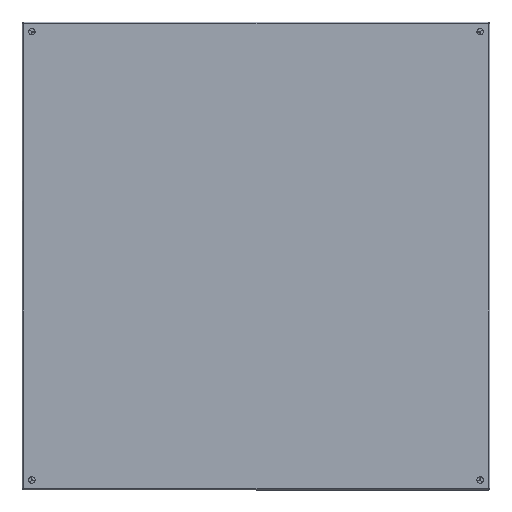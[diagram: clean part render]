
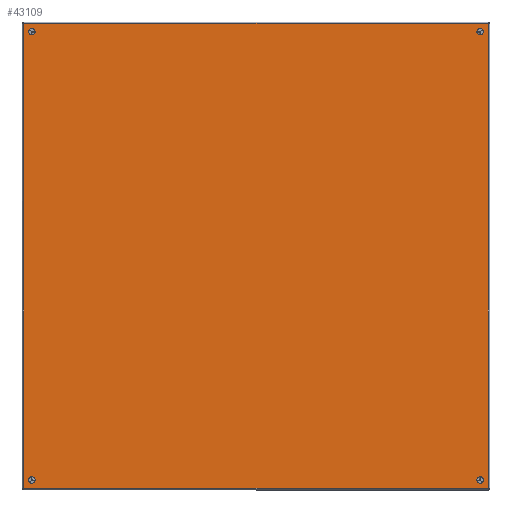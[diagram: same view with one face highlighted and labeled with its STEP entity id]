
A CAD part, top view. The second image highlights one B-rep face of the part: STEP entity #43109.
In plain terms, the highlighted face is planar.
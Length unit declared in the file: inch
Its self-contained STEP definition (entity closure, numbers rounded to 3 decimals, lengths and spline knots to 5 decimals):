
#534 = LINE ( 'NONE', #4886, #23977 ) ;
#776 = CIRCLE ( 'NONE', #38870, 0.25 ) ;
#877 = CIRCLE ( 'NONE', #35982, 0.25 ) ;
#915 = AXIS2_PLACEMENT_3D ( 'NONE', #13640, #13013, #23421 ) ;
#996 = ORIENTED_EDGE ( 'NONE', *, *, #7223, .F. ) ;
#1325 = EDGE_LOOP ( 'NONE', ( #32108, #28097 ) ) ;
#1753 = VERTEX_POINT ( 'NONE', #16993 ) ;
#2762 = CARTESIAN_POINT ( 'NONE',  ( 0., 0.75, 17.25 ) ) ;
#3005 = EDGE_LOOP ( 'NONE', ( #996, #16331 ) ) ;
#3392 = FACE_BOUND ( 'NONE', #9309, .T. ) ;
#3696 = EDGE_CURVE ( 'NONE', #50361, #30724, #28786, .T. ) ;
#4030 = VERTEX_POINT ( 'NONE', #13650 ) ;
#4168 = VERTEX_POINT ( 'NONE', #11103 ) ;
#4413 = VECTOR ( 'NONE', #42547, 39.37008 ) ;
#4448 = CARTESIAN_POINT ( 'NONE',  ( 0., 0.072, 17.892 ) ) ;
#4886 = CARTESIAN_POINT ( 'NONE',  ( 0., 0.108, 17.928 ) ) ;
#5208 = VERTEX_POINT ( 'NONE', #32076 ) ;
#5286 = AXIS2_PLACEMENT_3D ( 'NONE', #51200, #60654, #31771 ) ;
#5376 = EDGE_CURVE ( 'NONE', #44254, #12853, #59096, .T. ) ;
#5582 = CIRCLE ( 'NONE', #40725, 0.25 ) ;
#6392 = EDGE_LOOP ( 'NONE', ( #10702, #6725 ) ) ;
#6725 = ORIENTED_EDGE ( 'NONE', *, *, #3696, .F. ) ;
#6937 = CARTESIAN_POINT ( 'NONE',  ( 0., 35.25, -17.25 ) ) ;
#7223 = EDGE_CURVE ( 'NONE', #4030, #1753, #776, .T. ) ;
#8067 = CARTESIAN_POINT ( 'NONE',  ( 0., 0.108, -17.892 ) ) ;
#8399 = FACE_BOUND ( 'NONE', #3005, .T. ) ;
#8869 = EDGE_CURVE ( 'NONE', #5208, #4168, #37784, .T. ) ;
#8907 = CIRCLE ( 'NONE', #915, 0.25 ) ;
#9032 = DIRECTION ( 'NONE',  ( 1., 0., 0. ) ) ;
#9147 = ORIENTED_EDGE ( 'NONE', *, *, #61633, .F. ) ;
#9309 = EDGE_LOOP ( 'NONE', ( #9147, #13279 ) ) ;
#9328 = CARTESIAN_POINT ( 'NONE',  ( 0., 0.072, 17.928 ) ) ;
#9385 = DIRECTION ( 'NONE',  ( -1., 0., 0. ) ) ;
#10554 = DIRECTION ( 'NONE',  ( 0., 0., -1. ) ) ;
#10702 = ORIENTED_EDGE ( 'NONE', *, *, #39171, .F. ) ;
#11103 = CARTESIAN_POINT ( 'NONE',  ( 0., 0.108, 17.892 ) ) ;
#12149 = DIRECTION ( 'NONE',  ( 0., 1., 0. ) ) ;
#12757 = EDGE_CURVE ( 'NONE', #36359, #17417, #17655, .T. ) ;
#12853 = VERTEX_POINT ( 'NONE', #58120 ) ;
#13013 = DIRECTION ( 'NONE',  ( -1., 0., 0. ) ) ;
#13258 = VERTEX_POINT ( 'NONE', #44723 ) ;
#13279 = ORIENTED_EDGE ( 'NONE', *, *, #30901, .F. ) ;
#13640 = CARTESIAN_POINT ( 'NONE',  ( 0., 0.75, -17.25 ) ) ;
#13643 = DIRECTION ( 'NONE',  ( -1., 0., 0. ) ) ;
#13650 = CARTESIAN_POINT ( 'NONE',  ( 0., 1., -17.25 ) ) ;
#13834 = CARTESIAN_POINT ( 'NONE',  ( 0., 0.072, -17.892 ) ) ;
#13934 = LINE ( 'NONE', #43796, #4413 ) ;
#14575 = CARTESIAN_POINT ( 'NONE',  ( 0., 0.75, -17.25 ) ) ;
#15148 = EDGE_CURVE ( 'NONE', #1753, #4030, #8907, .T. ) ;
#15924 = CARTESIAN_POINT ( 'NONE',  ( 0., 35.5, -17.25 ) ) ;
#16331 = ORIENTED_EDGE ( 'NONE', *, *, #15148, .F. ) ;
#16993 = CARTESIAN_POINT ( 'NONE',  ( 0., 0.5, -17.25 ) ) ;
#17417 = VERTEX_POINT ( 'NONE', #43894 ) ;
#17528 = DIRECTION ( 'NONE',  ( -1., 0., 0. ) ) ;
#17607 = CARTESIAN_POINT ( 'NONE',  ( 0., 35.25, 17.25 ) ) ;
#17655 = LINE ( 'NONE', #13834, #33670 ) ;
#20121 = DIRECTION ( 'NONE',  ( -1., 0., 0. ) ) ;
#21971 = ORIENTED_EDGE ( 'NONE', *, *, #47287, .F. ) ;
#22074 = VECTOR ( 'NONE', #56893, 39.37008 ) ;
#22713 = EDGE_CURVE ( 'NONE', #12853, #44254, #5582, .T. ) ;
#22984 = CARTESIAN_POINT ( 'NONE',  ( 0., 1., 17.25 ) ) ;
#23000 = AXIS2_PLACEMENT_3D ( 'NONE', #9328, #9032, #28542 ) ;
#23312 = DIRECTION ( 'NONE',  ( 0., 1., 0. ) ) ;
#23421 = DIRECTION ( 'NONE',  ( 0., 1., 0. ) ) ;
#23682 = ORIENTED_EDGE ( 'NONE', *, *, #8869, .F. ) ;
#23977 = VECTOR ( 'NONE', #10554, 39.37008 ) ;
#24819 = AXIS2_PLACEMENT_3D ( 'NONE', #54774, #50079, #53824 ) ;
#24897 = EDGE_CURVE ( 'NONE', #4168, #36359, #534, .T. ) ;
#26679 = DIRECTION ( 'NONE',  ( -1., 0., 0. ) ) ;
#26968 = CARTESIAN_POINT ( 'NONE',  ( 0., 35.5, 17.25 ) ) ;
#28097 = ORIENTED_EDGE ( 'NONE', *, *, #22713, .F. ) ;
#28542 = DIRECTION ( 'NONE',  ( 0., -1., 0. ) ) ;
#28786 = CIRCLE ( 'NONE', #56836, 0.25 ) ;
#29497 = ORIENTED_EDGE ( 'NONE', *, *, #12757, .F. ) ;
#29844 = CARTESIAN_POINT ( 'NONE',  ( 0., 0.75, 17.25 ) ) ;
#30724 = VERTEX_POINT ( 'NONE', #15924 ) ;
#30901 = EDGE_CURVE ( 'NONE', #13258, #46421, #39799, .T. ) ;
#31526 = CARTESIAN_POINT ( 'NONE',  ( 0., 35., -17.25 ) ) ;
#31771 = DIRECTION ( 'NONE',  ( 0., 1., 0. ) ) ;
#32037 = AXIS2_PLACEMENT_3D ( 'NONE', #29844, #20121, #48713 ) ;
#32076 = CARTESIAN_POINT ( 'NONE',  ( 0., 35.892, 17.892 ) ) ;
#32108 = ORIENTED_EDGE ( 'NONE', *, *, #5376, .F. ) ;
#33670 = VECTOR ( 'NONE', #23312, 39.37008 ) ;
#35982 = AXIS2_PLACEMENT_3D ( 'NONE', #17607, #9385, #42399 ) ;
#36155 = ORIENTED_EDGE ( 'NONE', *, *, #24897, .F. ) ;
#36359 = VERTEX_POINT ( 'NONE', #8067 ) ;
#37784 = LINE ( 'NONE', #4448, #22074 ) ;
#38870 = AXIS2_PLACEMENT_3D ( 'NONE', #14575, #13643, #52836 ) ;
#39171 = EDGE_CURVE ( 'NONE', #30724, #50361, #54428, .T. ) ;
#39799 = CIRCLE ( 'NONE', #24819, 0.25 ) ;
#40725 = AXIS2_PLACEMENT_3D ( 'NONE', #2762, #26679, #12149 ) ;
#42399 = DIRECTION ( 'NONE',  ( 0., 1., 0. ) ) ;
#42547 = DIRECTION ( 'NONE',  ( 0., 0., 1. ) ) ;
#43109 = ADVANCED_FACE ( 'NONE', ( #56128, #47078, #3392, #8399, #52016 ), #60872, .F. ) ;
#43796 = CARTESIAN_POINT ( 'NONE',  ( 0., 35.892, 17.928 ) ) ;
#43894 = CARTESIAN_POINT ( 'NONE',  ( 0., 35.892, -17.892 ) ) ;
#44254 = VERTEX_POINT ( 'NONE', #22984 ) ;
#44723 = CARTESIAN_POINT ( 'NONE',  ( 0., 35., 17.25 ) ) ;
#46421 = VERTEX_POINT ( 'NONE', #26968 ) ;
#47078 = FACE_OUTER_BOUND ( 'NONE', #53144, .T. ) ;
#47287 = EDGE_CURVE ( 'NONE', #17417, #5208, #13934, .T. ) ;
#48713 = DIRECTION ( 'NONE',  ( 0., 1., 0. ) ) ;
#50079 = DIRECTION ( 'NONE',  ( -1., 0., 0. ) ) ;
#50361 = VERTEX_POINT ( 'NONE', #31526 ) ;
#51200 = CARTESIAN_POINT ( 'NONE',  ( 0., 35.25, -17.25 ) ) ;
#52016 = FACE_BOUND ( 'NONE', #6392, .T. ) ;
#52836 = DIRECTION ( 'NONE',  ( 0., 1., 0. ) ) ;
#53144 = EDGE_LOOP ( 'NONE', ( #36155, #23682, #21971, #29497 ) ) ;
#53824 = DIRECTION ( 'NONE',  ( 0., 1., 0. ) ) ;
#54428 = CIRCLE ( 'NONE', #5286, 0.25 ) ;
#54774 = CARTESIAN_POINT ( 'NONE',  ( 0., 35.25, 17.25 ) ) ;
#56128 = FACE_BOUND ( 'NONE', #1325, .T. ) ;
#56836 = AXIS2_PLACEMENT_3D ( 'NONE', #6937, #17528, #60545 ) ;
#56893 = DIRECTION ( 'NONE',  ( 0., -1., 0. ) ) ;
#58120 = CARTESIAN_POINT ( 'NONE',  ( 0., 0.5, 17.25 ) ) ;
#59096 = CIRCLE ( 'NONE', #32037, 0.25 ) ;
#60545 = DIRECTION ( 'NONE',  ( 0., 1., 0. ) ) ;
#60654 = DIRECTION ( 'NONE',  ( -1., 0., 0. ) ) ;
#60872 = PLANE ( 'NONE',  #23000 ) ;
#61633 = EDGE_CURVE ( 'NONE', #46421, #13258, #877, .T. ) ;
